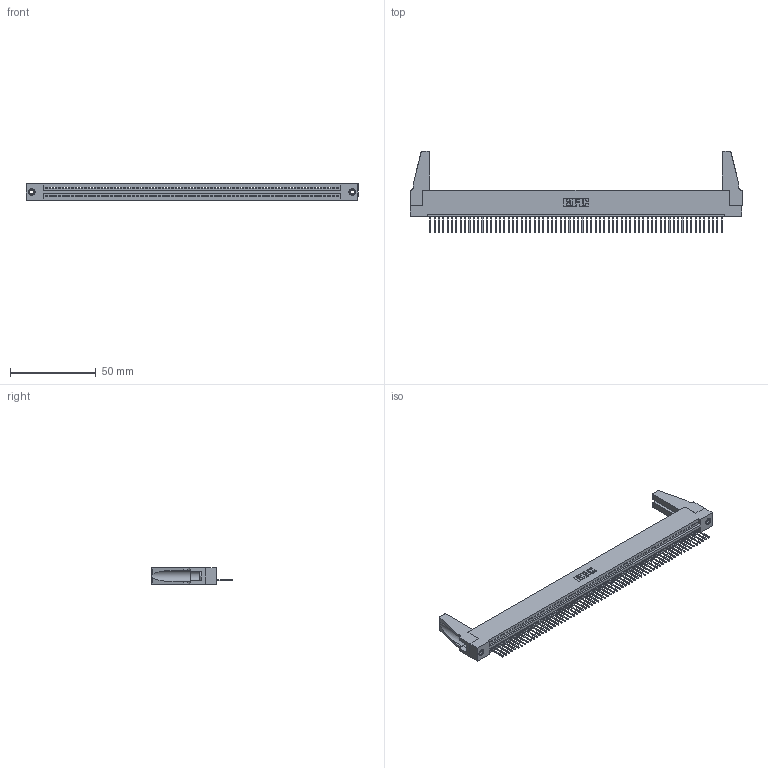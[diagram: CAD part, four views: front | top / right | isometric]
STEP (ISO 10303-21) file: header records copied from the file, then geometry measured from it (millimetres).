
FILE_DESCRIPTION (( 'STEP AP203' ), '1' );
FILE_NAME ('345-068-523-188.STEP', '2019-10-12T05:21:29', ( '' ), ( '' ), 'SwSTEP 2.0', 'SolidWorks 2016', '' );
FILE_SCHEMA (( 'CONFIG_CONTROL_DESIGN' ));
Length unit declared in the file: inch
Products named in the file (5): 345-220-078_345-220-088; 345-292-001_345-293-123; 345 Part_Flush Mounting Lugs - 0.156 Dia-TH; 345-068-523-188; 345-250-001_345-250-001-102
Assembly tree (73 placements, depth 2):
  345-068-523-188
    345 Part_Flush Mounting Lugs - 0.156 Dia-TH
    345-292-001_345-293-123  x68
    345-250-001_345-250-001-102  x2
    345-220-078_345-220-088  x2
Bounding box: 193.95 x 47.68 x 9.4 mm (x, y, z)
Volume: 21861.2 mm3; surface area: 28286 mm2
Topology: 73 solids, 73 shells, 4194 faces, 12623 edges, 8314 vertices
Faces by surface type: plane 2872, cylinder 1306, cone 12, torus 4
Entity records: 49844 total; most frequent: CARTESIAN_POINT 8622, ORIENTED_EDGE 8584, DIRECTION 7500, EDGE_CURVE 4292, VECTOR 3846, LINE 3846, VERTEX_POINT 2854, AXIS2_PLACEMENT_3D 1827
